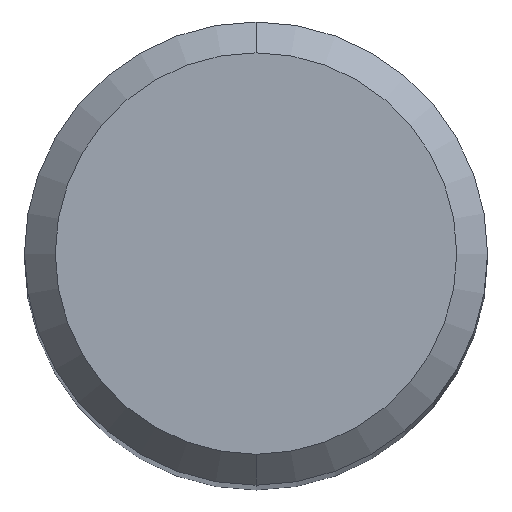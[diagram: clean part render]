
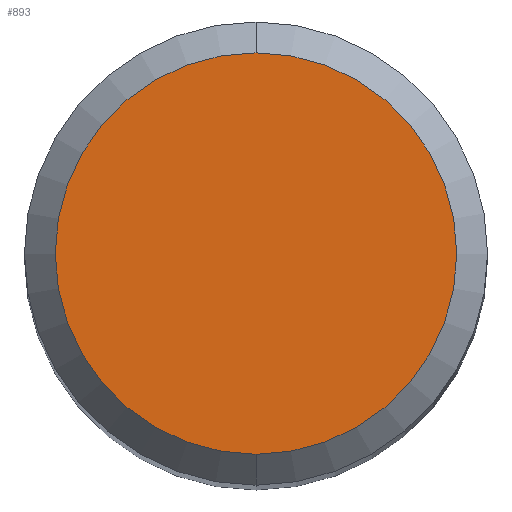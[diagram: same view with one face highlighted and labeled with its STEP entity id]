
A CAD part, top view. The second image highlights one B-rep face of the part: STEP entity #893.
In plain terms, the highlighted planar face has unit normal (0, 0, 1).
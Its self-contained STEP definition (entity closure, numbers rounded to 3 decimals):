
#387=EDGE_CURVE('',#467,#881,#1094,.T.);
#467=VERTEX_POINT('',#1185);
#881=VERTEX_POINT('',#1631);
#893=ADVANCED_FACE('',(#1644),#1645,.T.);
#953=EDGE_CURVE('',#881,#467,#1714,.T.);
#1094=CIRCLE('',#2069,2.6);
#1185=CARTESIAN_POINT('',(0.,-2.6,0.0));
#1631=CARTESIAN_POINT('',(0.0,2.6,0.0));
#1644=FACE_OUTER_BOUND('',#6122,.T.);
#1645=PLANE('',#6123);
#1714=CIRCLE('',#6980,2.6);
#2069=AXIS2_PLACEMENT_3D('',#7840,#7841,#7842);
#6122=EDGE_LOOP('',(#8414,#8415));
#6123=AXIS2_PLACEMENT_3D('',#8416,#8417,#8418);
#6980=AXIS2_PLACEMENT_3D('',#8527,#8528,#8529);
#7840=CARTESIAN_POINT('',(0.0,0.0,0.0));
#7841=DIRECTION('',(0.0,0.0,-1.0));
#7842=DIRECTION('',(0.0,1.0,0.0));
#8414=ORIENTED_EDGE('',*,*,#953,.F.);
#8415=ORIENTED_EDGE('',*,*,#387,.F.);
#8416=CARTESIAN_POINT('',(0.0,1.3,0.0));
#8417=DIRECTION('',(-0.0,0.0,1.0));
#8418=DIRECTION('',(0.0,-1.0,0.0));
#8527=CARTESIAN_POINT('',(0.0,0.0,0.0));
#8528=DIRECTION('',(0.0,0.0,-1.0));
#8529=DIRECTION('',(0.0,1.0,0.0));
